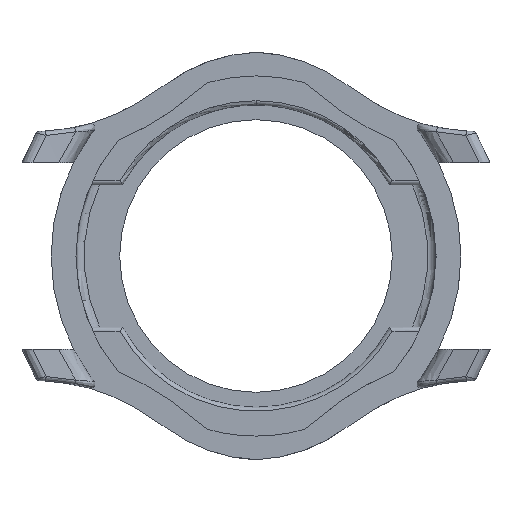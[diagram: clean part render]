
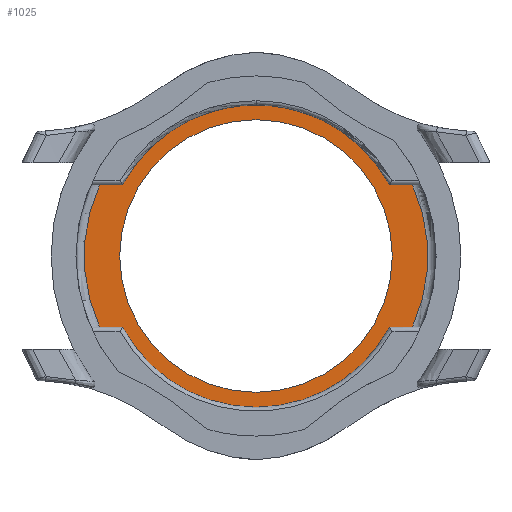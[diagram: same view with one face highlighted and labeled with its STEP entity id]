
A CAD part, front view. The second image highlights one B-rep face of the part: STEP entity #1025.
In plain terms, the highlighted planar face has unit normal (0, -1, 0).
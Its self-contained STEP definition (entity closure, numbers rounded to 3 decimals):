
#13 = CARTESIAN_POINT ( 'NONE',  ( 0., 9.7, -8.6 ) ) ;
#47 = CARTESIAN_POINT ( 'NONE',  ( 0., 9.7, 0. ) ) ;
#75 = CIRCLE ( 'NONE', #3315, 16.5 ) ;
#135 = VERTEX_POINT ( 'NONE', #2118 ) ;
#234 = CARTESIAN_POINT ( 'NONE',  ( -18.939, 9.7, 8.6 ) ) ;
#263 = ORIENTED_EDGE ( 'NONE', *, *, #1851, .T. ) ;
#341 = LINE ( 'NONE', #2786, #2433 ) ;
#347 = PLANE ( 'NONE',  #4376 ) ;
#364 = DIRECTION ( 'NONE',  ( 0., 0., 1. ) ) ;
#392 = DIRECTION ( 'NONE',  ( -1., 0., 0. ) ) ;
#404 = DIRECTION ( 'NONE',  ( 0., -1., 0. ) ) ;
#490 = VECTOR ( 'NONE', #1576, 1000. ) ;
#558 = VERTEX_POINT ( 'NONE', #1794 ) ;
#561 = VERTEX_POINT ( 'NONE', #4410 ) ;
#704 = ORIENTED_EDGE ( 'NONE', *, *, #4315, .T. ) ;
#728 = AXIS2_PLACEMENT_3D ( 'NONE', #1337, #3517, #948 ) ;
#731 = EDGE_CURVE ( 'NONE', #2360, #4333, #4476, .T. ) ;
#764 = AXIS2_PLACEMENT_3D ( 'NONE', #3297, #3661, #3596 ) ;
#806 = CARTESIAN_POINT ( 'NONE',  ( 0., 9.7, 8.6 ) ) ;
#909 = AXIS2_PLACEMENT_3D ( 'NONE', #2636, #404, #3006 ) ;
#948 = DIRECTION ( 'NONE',  ( 0., 0., 1. ) ) ;
#950 = CIRCLE ( 'NONE', #1644, 18.3 ) ;
#978 = ORIENTED_EDGE ( 'NONE', *, *, #3617, .F. ) ;
#1025 = ADVANCED_FACE ( 'NONE', ( #1674, #3478 ), #347, .F. ) ;
#1033 = AXIS2_PLACEMENT_3D ( 'NONE', #47, #2708, #3448 ) ;
#1094 = CARTESIAN_POINT ( 'NONE',  ( 0., 9.7, 0. ) ) ;
#1250 = ORIENTED_EDGE ( 'NONE', *, *, #4439, .F. ) ;
#1312 = VERTEX_POINT ( 'NONE', #2743 ) ;
#1337 = CARTESIAN_POINT ( 'NONE',  ( 0., 9.7, 0. ) ) ;
#1358 = ORIENTED_EDGE ( 'NONE', *, *, #4256, .F. ) ;
#1397 = EDGE_CURVE ( 'NONE', #3539, #2220, #341, .T. ) ;
#1405 = CARTESIAN_POINT ( 'NONE',  ( 0., 9.7, 0. ) ) ;
#1477 = ORIENTED_EDGE ( 'NONE', *, *, #1397, .T. ) ;
#1539 = CARTESIAN_POINT ( 'NONE',  ( 0., 9.7, 8.6 ) ) ;
#1560 = ORIENTED_EDGE ( 'NONE', *, *, #4623, .F. ) ;
#1576 = DIRECTION ( 'NONE',  ( 1., 0., 0. ) ) ;
#1644 = AXIS2_PLACEMENT_3D ( 'NONE', #1756, #4061, #2918 ) ;
#1647 = ORIENTED_EDGE ( 'NONE', *, *, #3009, .F. ) ;
#1654 = CARTESIAN_POINT ( 'NONE',  ( 16.153, 9.7, 8.6 ) ) ;
#1674 = FACE_OUTER_BOUND ( 'NONE', #4568, .T. ) ;
#1714 = AXIS2_PLACEMENT_3D ( 'NONE', #1405, #4029, #3290 ) ;
#1727 = ORIENTED_EDGE ( 'NONE', *, *, #4611, .F. ) ;
#1756 = CARTESIAN_POINT ( 'NONE',  ( 0., 9.7, 0. ) ) ;
#1794 = CARTESIAN_POINT ( 'NONE',  ( 0., 9.7, -16.5 ) ) ;
#1851 = EDGE_CURVE ( 'NONE', #2360, #3552, #3878, .T. ) ;
#2084 = DIRECTION ( 'NONE',  ( 0., 0., 1. ) ) ;
#2088 = CARTESIAN_POINT ( 'NONE',  ( -16.153, 9.7, 8.6 ) ) ;
#2118 = CARTESIAN_POINT ( 'NONE',  ( 0., 9.7, -18.3 ) ) ;
#2175 = EDGE_LOOP ( 'NONE', ( #1358, #1250 ) ) ;
#2220 = VERTEX_POINT ( 'NONE', #2866 ) ;
#2222 = ORIENTED_EDGE ( 'NONE', *, *, #4081, .T. ) ;
#2360 = VERTEX_POINT ( 'NONE', #2088 ) ;
#2393 = DIRECTION ( 'NONE',  ( 1., 0., 0. ) ) ;
#2433 = VECTOR ( 'NONE', #2393, 1000. ) ;
#2483 = CARTESIAN_POINT ( 'NONE',  ( -18.939, 9.7, -8.6 ) ) ;
#2562 = DIRECTION ( 'NONE',  ( 0., 1., 0. ) ) ;
#2636 = CARTESIAN_POINT ( 'NONE',  ( 0., 9.7, 0. ) ) ;
#2637 = LINE ( 'NONE', #806, #490 ) ;
#2708 = DIRECTION ( 'NONE',  ( 0., 1., 0. ) ) ;
#2743 = CARTESIAN_POINT ( 'NONE',  ( 16.153, 9.7, -8.6 ) ) ;
#2786 = CARTESIAN_POINT ( 'NONE',  ( 0., 9.7, -8.6 ) ) ;
#2866 = CARTESIAN_POINT ( 'NONE',  ( -16.153, 9.7, -8.6 ) ) ;
#2918 = DIRECTION ( 'NONE',  ( 0., 0., 1. ) ) ;
#3006 = DIRECTION ( 'NONE',  ( 0., 0., 1. ) ) ;
#3009 = EDGE_CURVE ( 'NONE', #561, #1312, #4526, .T. ) ;
#3138 = DIRECTION ( 'NONE',  ( 0., -1., 0. ) ) ;
#3281 = CIRCLE ( 'NONE', #909, 20.8 ) ;
#3290 = DIRECTION ( 'NONE',  ( 0., 0., 1. ) ) ;
#3297 = CARTESIAN_POINT ( 'NONE',  ( 0., 9.7, 0. ) ) ;
#3315 = AXIS2_PLACEMENT_3D ( 'NONE', #4289, #3138, #2084 ) ;
#3448 = DIRECTION ( 'NONE',  ( 0., 0., 1. ) ) ;
#3478 = FACE_BOUND ( 'NONE', #2175, .T. ) ;
#3517 = DIRECTION ( 'NONE',  ( 0., -1., 0. ) ) ;
#3539 = VERTEX_POINT ( 'NONE', #2483 ) ;
#3552 = VERTEX_POINT ( 'NONE', #234 ) ;
#3596 = DIRECTION ( 'NONE',  ( 0., 0., 1. ) ) ;
#3617 = EDGE_CURVE ( 'NONE', #135, #2220, #950, .T. ) ;
#3661 = DIRECTION ( 'NONE',  ( 0., 1., 0. ) ) ;
#3804 = ORIENTED_EDGE ( 'NONE', *, *, #731, .F. ) ;
#3878 = LINE ( 'NONE', #1539, #4523 ) ;
#3917 = CIRCLE ( 'NONE', #728, 20.8 ) ;
#3981 = CIRCLE ( 'NONE', #1033, 18.3 ) ;
#4029 = DIRECTION ( 'NONE',  ( 0., -1., 0. ) ) ;
#4061 = DIRECTION ( 'NONE',  ( 0., 1., 0. ) ) ;
#4081 = EDGE_CURVE ( 'NONE', #3552, #3539, #3281, .T. ) ;
#4222 = VERTEX_POINT ( 'NONE', #4816 ) ;
#4256 = EDGE_CURVE ( 'NONE', #4222, #558, #75, .T. ) ;
#4289 = CARTESIAN_POINT ( 'NONE',  ( 0., 9.7, 0. ) ) ;
#4303 = CARTESIAN_POINT ( 'NONE',  ( 18.939, 9.7, 8.6 ) ) ;
#4315 = EDGE_CURVE ( 'NONE', #561, #4352, #3917, .T. ) ;
#4333 = VERTEX_POINT ( 'NONE', #1654 ) ;
#4352 = VERTEX_POINT ( 'NONE', #4303 ) ;
#4376 = AXIS2_PLACEMENT_3D ( 'NONE', #1094, #2562, #364 ) ;
#4410 = CARTESIAN_POINT ( 'NONE',  ( 18.939, 9.7, -8.6 ) ) ;
#4439 = EDGE_CURVE ( 'NONE', #558, #4222, #4505, .T. ) ;
#4467 = DIRECTION ( 'NONE',  ( -1., 0., 0. ) ) ;
#4476 = CIRCLE ( 'NONE', #764, 18.3 ) ;
#4505 = CIRCLE ( 'NONE', #1714, 16.5 ) ;
#4523 = VECTOR ( 'NONE', #4467, 1000. ) ;
#4526 = LINE ( 'NONE', #13, #4819 ) ;
#4568 = EDGE_LOOP ( 'NONE', ( #1647, #704, #1727, #3804, #263, #2222, #1477, #978, #1560 ) ) ;
#4611 = EDGE_CURVE ( 'NONE', #4333, #4352, #2637, .T. ) ;
#4623 = EDGE_CURVE ( 'NONE', #1312, #135, #3981, .T. ) ;
#4816 = CARTESIAN_POINT ( 'NONE',  ( 0., 9.7, 16.5 ) ) ;
#4819 = VECTOR ( 'NONE', #392, 1000. ) ;
